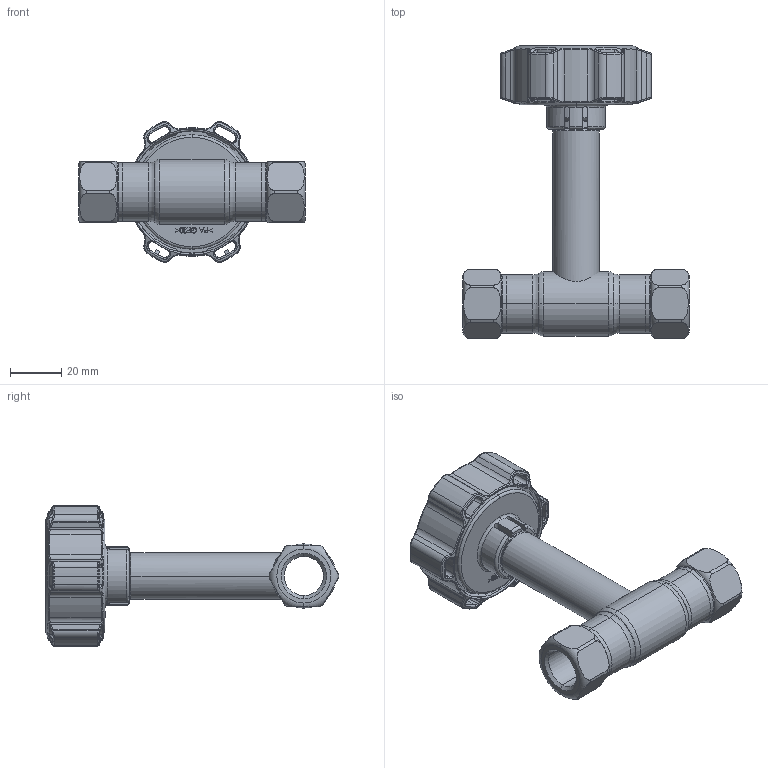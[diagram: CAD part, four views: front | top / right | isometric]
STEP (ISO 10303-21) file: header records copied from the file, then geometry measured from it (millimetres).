
FILE_DESCRIPTION (( 'STEP AP214' ), '1' );
FILE_NAME ('2010002001-0200.step', '2023-12-18T09:54:37', ( '' ), ( '' ), 'SwSTEP 2.0', 'SolidWorks 2021', '' );
FILE_SCHEMA (( 'AUTOMOTIVE_DESIGN' ));
Length unit declared in the file: millimetre
Products named in the file (1): 2010002001-0200
Bounding box: 88 x 113.9 x 54.57 mm (x, y, z)
Surface area: 26871.6 mm2 (no closed solid volume)
Topology: 0 solids, 8 shells, 537 faces, 1518 edges, 968 vertices
Faces by surface type: bspline 169, cylinder 139, plane 102, torus 81, cone 46
Entity records: 33101 total; most frequent: CARTESIAN_POINT 14846, ORIENTED_EDGE 2751, DIRECTION 2180, EDGE_CURVE 1518, VERTEX_POINT 968, AXIS2_PLACEMENT_3D 873, EDGE_LOOP 572, B_SPLINE_CURVE_WITH_KNOTS 550
